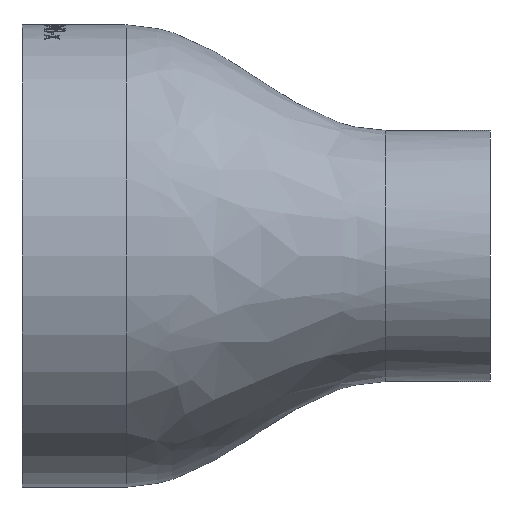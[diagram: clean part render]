
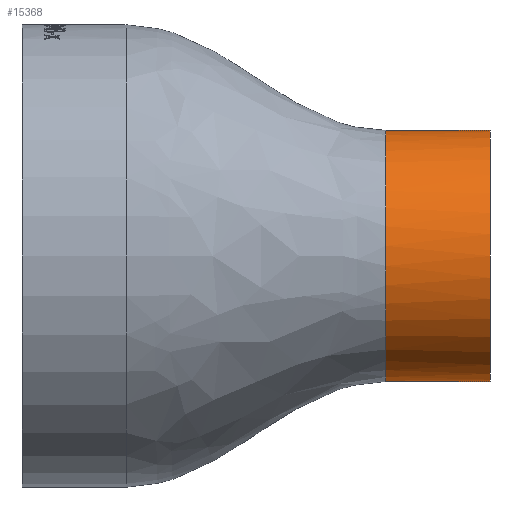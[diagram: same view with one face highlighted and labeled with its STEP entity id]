
A CAD part, front view. The second image highlights one B-rep face of the part: STEP entity #15368.
In plain terms, the highlighted cylindrical face has radius 24.15 mm (diameter 48.3 mm), a full revolution.
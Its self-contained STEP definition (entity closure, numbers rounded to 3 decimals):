
#22 = CIRCLE ( 'NONE', #21109, 24.15 ) ;
#1328 = CARTESIAN_POINT ( 'NONE',  ( 70., -33.629, -24.15 ) ) ;
#2144 = CARTESIAN_POINT ( 'NONE',  ( 90., -20.3, 24.15 ) ) ;
#2404 = EDGE_CURVE ( 'NONE', #5685, #5685, #22, .T. ) ;
#3322 = CYLINDRICAL_SURFACE ( 'NONE', #16542, 24.15 ) ;
#4081 = VERTEX_POINT ( 'NONE', #11027 ) ;
#4730 = CARTESIAN_POINT ( 'NONE',  ( 70., 3.85, 0. ) ) ;
#4958 = CARTESIAN_POINT ( 'NONE',  ( 70., 3.559, -3.923 ) ) ;
#5154 = DIRECTION ( 'NONE',  ( -1., 0., 0. ) ) ;
#5685 = VERTEX_POINT ( 'NONE', #2144 ) ;
#6675 = CARTESIAN_POINT ( 'NONE',  ( 70., -44.45, -13.329 ) ) ;
#9656 = DIRECTION ( 'NONE',  ( 0., 0., 1. ) ) ;
#9860 = CARTESIAN_POINT ( 'NONE',  ( 64.827, -20.3, 0. ) ) ;
#10087 = CARTESIAN_POINT ( 'NONE',  ( 70., -9.637, -24.15 ) ) ;
#10193 = CARTESIAN_POINT ( 'NONE',  ( 70., 3.796, -1.987 ) ) ;
#11027 = CARTESIAN_POINT ( 'NONE',  ( 70., 3.85, 0. ) ) ;
#11120 = FACE_OUTER_BOUND ( 'NONE', #12255, .T. ) ;
#11365 = DIRECTION ( 'NONE',  ( -1., 0., 0. ) ) ;
#11454 = CARTESIAN_POINT ( 'NONE',  ( 70., -33.629, 24.15 ) ) ;
#11558 = DIRECTION ( 'NONE',  ( 0., 0., 1. ) ) ;
#11562 = CARTESIAN_POINT ( 'NONE',  ( 70., 3.172, -5.81 ) ) ;
#11903 = CARTESIAN_POINT ( 'NONE',  ( 70., -0.013, -16.792 ) ) ;
#12255 = EDGE_LOOP ( 'NONE', ( #19118 ) ) ;
#12795 = B_SPLINE_CURVE_WITH_KNOTS ( 'NONE', 3,
 ( #22146, #20576, #10193, #4958, #11562, #11903, #10087, #1328, #6675, #21808, #11454, #14880, #15109, #22036, #18536, #14996, #17146, #4730 ),
 .UNSPECIFIED., .T., .F.,
 ( 4, 1, 1, 1, 1, 2, 2, 2, 1, 1, 1, 1, 4 ),
 ( 0., 0.012, 0.025, 0.038, 0.05, 0.25, 0.5, 0.75, 0.95, 0.963, 0.975, 0.988, 1. ),
 .UNSPECIFIED. ) ;
#14880 = CARTESIAN_POINT ( 'NONE',  ( 70., -9.637, 24.15 ) ) ;
#14996 = CARTESIAN_POINT ( 'NONE',  ( 70., 3.796, 1.987 ) ) ;
#15109 = CARTESIAN_POINT ( 'NONE',  ( 70., -0.013, 16.792 ) ) ;
#15368 = ADVANCED_FACE ( 'NONE', ( #11120, #21596 ), #3322, .T. ) ;
#16149 = ORIENTED_EDGE ( 'NONE', *, *, #20214, .F. ) ;
#16542 = AXIS2_PLACEMENT_3D ( 'NONE', #9860, #5154, #11558 ) ;
#17146 = CARTESIAN_POINT ( 'NONE',  ( 70., 3.85, 0.666 ) ) ;
#18294 = EDGE_LOOP ( 'NONE', ( #16149 ) ) ;
#18536 = CARTESIAN_POINT ( 'NONE',  ( 70., 3.559, 3.923 ) ) ;
#19118 = ORIENTED_EDGE ( 'NONE', *, *, #2404, .T. ) ;
#20214 = EDGE_CURVE ( 'NONE', #4081, #4081, #12795, .T. ) ;
#20483 = CARTESIAN_POINT ( 'NONE',  ( 90., -20.3, 0. ) ) ;
#20576 = CARTESIAN_POINT ( 'NONE',  ( 70., 3.85, -0.666 ) ) ;
#21109 = AXIS2_PLACEMENT_3D ( 'NONE', #20483, #11365, #9656 ) ;
#21596 = FACE_OUTER_BOUND ( 'NONE', #18294, .T. ) ;
#21808 = CARTESIAN_POINT ( 'NONE',  ( 70., -44.45, 13.329 ) ) ;
#22036 = CARTESIAN_POINT ( 'NONE',  ( 70., 3.172, 5.81 ) ) ;
#22146 = CARTESIAN_POINT ( 'NONE',  ( 70., 3.85, 0. ) ) ;
